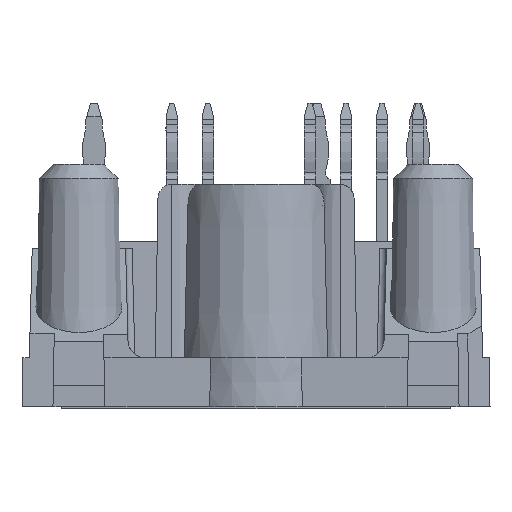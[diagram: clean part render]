
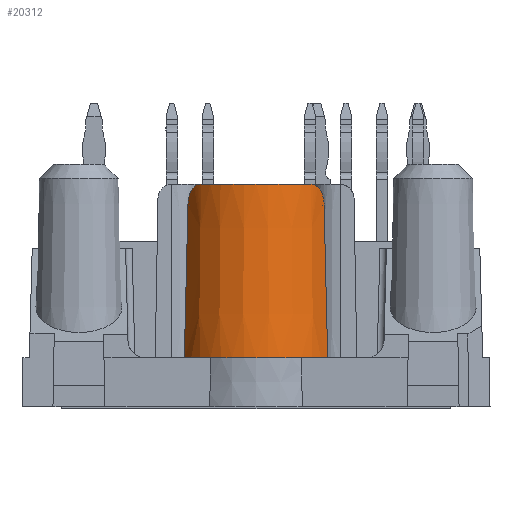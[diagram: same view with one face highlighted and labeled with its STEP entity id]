
A CAD part, left-side view. The second image highlights one B-rep face of the part: STEP entity #20312.
In plain terms, the highlighted conical face has half-angle 1 degrees and reference radius 5.5 mm.
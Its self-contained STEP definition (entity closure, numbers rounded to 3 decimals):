
#25=B_SPLINE_CURVE_WITH_KNOTS('',3,(#27026,#27027,#27028,#27029,#27030),
 .UNSPECIFIED.,.F.,.F.,(4,1,4),(0.,0.001,0.002),
 .UNSPECIFIED.);
#27=B_SPLINE_CURVE_WITH_KNOTS('',3,(#27046,#27047,#27048,#27049,#27050),
 .UNSPECIFIED.,.F.,.F.,(4,1,4),(0.,0.001,0.002),
 .UNSPECIFIED.);
#36=B_SPLINE_CURVE_WITH_KNOTS('',3,(#27246,#27247,#27248,#27249),
 .UNSPECIFIED.,.F.,.F.,(4,4),(0.,0.011),.UNSPECIFIED.);
#39=B_SPLINE_CURVE_WITH_KNOTS('',3,(#27267,#27268,#27269,#27270),
 .UNSPECIFIED.,.F.,.F.,(4,4),(0.,0.011),.UNSPECIFIED.);
#311=CIRCLE('',#21134,5.29);
#338=CIRCLE('',#21210,5.5);
#339=CIRCLE('',#21211,5.5);
#340=CIRCLE('',#21212,5.5);
#767=CONICAL_SURFACE('',#21209,5.5,0.017);
#1133=ORIENTED_EDGE('',*,*,#5467,.T.);
#1134=ORIENTED_EDGE('',*,*,#5468,.F.);
#1135=ORIENTED_EDGE('',*,*,#5469,.F.);
#1136=ORIENTED_EDGE('',*,*,#5470,.F.);
#1137=ORIENTED_EDGE('',*,*,#5461,.F.);
#1138=ORIENTED_EDGE('',*,*,#5383,.F.);
#1139=ORIENTED_EDGE('',*,*,#5379,.T.);
#1140=ORIENTED_EDGE('',*,*,#5377,.F.);
#5377=EDGE_CURVE('',#7567,#7568,#25,.T.);
#5379=EDGE_CURVE('',#7569,#7568,#311,.F.);
#5383=EDGE_CURVE('',#7569,#7572,#27,.T.);
#5461=EDGE_CURVE('',#7572,#7629,#36,.T.);
#5467=EDGE_CURVE('',#7567,#7632,#39,.T.);
#5468=EDGE_CURVE('',#7633,#7632,#338,.T.);
#5469=EDGE_CURVE('',#7634,#7633,#339,.T.);
#5470=EDGE_CURVE('',#7629,#7634,#340,.T.);
#7567=VERTEX_POINT('',#27025);
#7568=VERTEX_POINT('',#27031);
#7569=VERTEX_POINT('',#27035);
#7572=VERTEX_POINT('',#27051);
#7629=VERTEX_POINT('',#27250);
#7632=VERTEX_POINT('',#27266);
#7633=VERTEX_POINT('',#27273);
#7634=VERTEX_POINT('',#27275);
#12251=EDGE_LOOP('',(#1133,#1134,#1135,#1136,#1137,#1138,#1139,#1140));
#13159=FACE_BOUND('',#12251,.T.);
#20312=ADVANCED_FACE('',(#13159),#767,.T.);
#21134=AXIS2_PLACEMENT_3D('',#27034,#22621,#22622);
#21209=AXIS2_PLACEMENT_3D('',#27271,#22807,#22808);
#21210=AXIS2_PLACEMENT_3D('',#27272,#22809,#22810);
#21211=AXIS2_PLACEMENT_3D('',#27274,#22811,#22812);
#21212=AXIS2_PLACEMENT_3D('',#27276,#22813,#22814);
#22621=DIRECTION('',(0.,0.,1.));
#22622=DIRECTION('',(1.,0.,0.));
#22807=DIRECTION('',(0.,0.,-1.));
#22808=DIRECTION('',(-1.,0.,0.));
#22809=DIRECTION('',(0.,0.,-1.));
#22810=DIRECTION('',(-1.,0.,0.));
#22811=DIRECTION('',(0.,0.,-1.));
#22812=DIRECTION('',(-1.,0.,0.));
#22813=DIRECTION('',(0.,0.,-1.));
#22814=DIRECTION('',(-1.,0.,0.));
#27025=CARTESIAN_POINT('',(-29.929,4.728,13.976));
#27026=CARTESIAN_POINT('',(-29.929,4.728,13.976));
#27027=CARTESIAN_POINT('',(-29.932,4.719,14.373));
#27028=CARTESIAN_POINT('',(-30.237,4.562,15.146));
#27029=CARTESIAN_POINT('',(-30.873,4.094,15.45));
#27030=CARTESIAN_POINT('',(-31.16,3.819,15.45));
#27031=CARTESIAN_POINT('',(-31.16,3.819,15.45));
#27034=CARTESIAN_POINT('',(-27.5,0.,15.45));
#27035=CARTESIAN_POINT('',(-31.16,-3.819,15.45));
#27046=CARTESIAN_POINT('',(-31.16,-3.819,15.45));
#27047=CARTESIAN_POINT('',(-30.873,-4.094,15.45));
#27048=CARTESIAN_POINT('',(-30.239,-4.561,15.148));
#27049=CARTESIAN_POINT('',(-29.932,-4.719,14.373));
#27050=CARTESIAN_POINT('',(-29.929,-4.728,13.976));
#27051=CARTESIAN_POINT('',(-29.929,-4.728,13.976));
#27246=CARTESIAN_POINT('',(-29.929,-4.728,13.976));
#27247=CARTESIAN_POINT('',(-29.9,-4.812,10.451));
#27248=CARTESIAN_POINT('',(-29.871,-4.895,6.925));
#27249=CARTESIAN_POINT('',(-29.841,-4.977,3.4));
#27250=CARTESIAN_POINT('',(-29.841,-4.977,3.4));
#27266=CARTESIAN_POINT('',(-29.841,4.977,3.4));
#27267=CARTESIAN_POINT('',(-29.929,4.728,13.976));
#27268=CARTESIAN_POINT('',(-29.9,4.812,10.451));
#27269=CARTESIAN_POINT('',(-29.871,4.895,6.925));
#27270=CARTESIAN_POINT('',(-29.841,4.977,3.4));
#27271=CARTESIAN_POINT('',(-27.5,0.,3.4));
#27272=CARTESIAN_POINT('',(-27.5,0.,3.4));
#27273=CARTESIAN_POINT('',(-32.,3.162,3.4));
#27274=CARTESIAN_POINT('',(-27.5,0.,3.4));
#27275=CARTESIAN_POINT('',(-32.,-3.162,3.4));
#27276=CARTESIAN_POINT('',(-27.5,0.,3.4));
